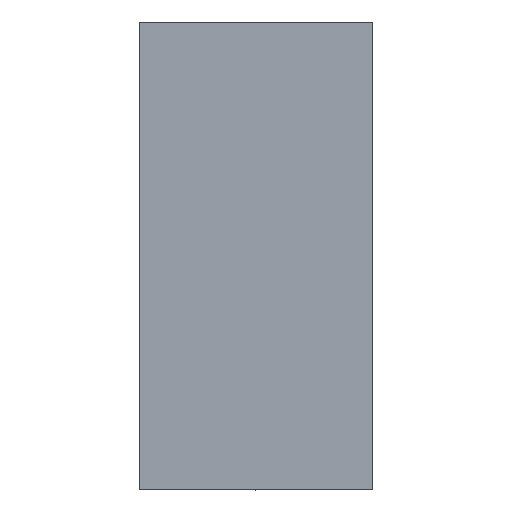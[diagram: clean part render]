
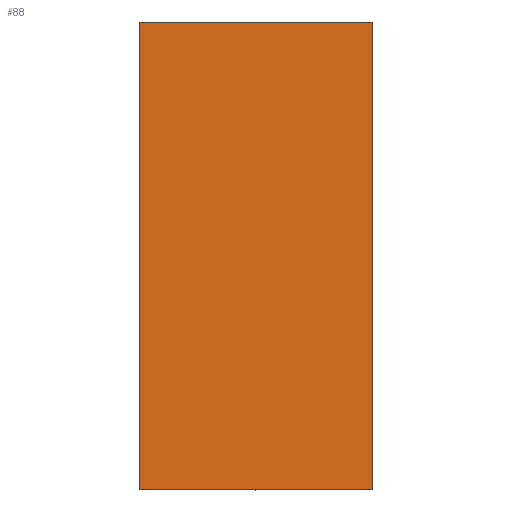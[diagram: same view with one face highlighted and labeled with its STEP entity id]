
A CAD part, top view. The second image highlights one B-rep face of the part: STEP entity #88.
In plain terms, the highlighted planar face has unit normal (0, 0, 1).
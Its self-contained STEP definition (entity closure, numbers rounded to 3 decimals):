
#38 = ORIENTED_EDGE ( 'NONE', *, *, #431, .F. ) ;
#46 = LINE ( 'NONE', #421, #180 ) ;
#57 = CARTESIAN_POINT ( 'NONE',  ( 20., 0., 0. ) ) ;
#65 = CARTESIAN_POINT ( 'NONE',  ( 20., 40., 0. ) ) ;
#77 = CARTESIAN_POINT ( 'NONE',  ( 0., 40., 0. ) ) ;
#88 = ADVANCED_FACE ( 'NONE', ( #320 ), #96, .F. ) ;
#96 = PLANE ( 'NONE',  #782 ) ;
#102 = EDGE_LOOP ( 'NONE', ( #297, #815, #38, #700 ) ) ;
#134 = VERTEX_POINT ( 'NONE', #658 ) ;
#148 = DIRECTION ( 'NONE',  ( 1., 0., 0. ) ) ;
#180 = VECTOR ( 'NONE', #343, 1000. ) ;
#236 = VERTEX_POINT ( 'NONE', #308 ) ;
#266 = LINE ( 'NONE', #900, #408 ) ;
#297 = ORIENTED_EDGE ( 'NONE', *, *, #415, .T. ) ;
#308 = CARTESIAN_POINT ( 'NONE',  ( 0., 0., 0. ) ) ;
#320 = FACE_OUTER_BOUND ( 'NONE', #102, .T. ) ;
#343 = DIRECTION ( 'NONE',  ( 0., -1., 0. ) ) ;
#352 = EDGE_CURVE ( 'NONE', #670, #851, #46, .T. ) ;
#408 = VECTOR ( 'NONE', #474, 1000. ) ;
#415 = EDGE_CURVE ( 'NONE', #236, #851, #694, .T. ) ;
#421 = CARTESIAN_POINT ( 'NONE',  ( 20., 40., 0. ) ) ;
#431 = EDGE_CURVE ( 'NONE', #134, #670, #919, .T. ) ;
#459 = DIRECTION ( 'NONE',  ( -1., 0., 0. ) ) ;
#474 = DIRECTION ( 'NONE',  ( 0., -1., 0. ) ) ;
#534 = CARTESIAN_POINT ( 'NONE',  ( 0., 40., 0. ) ) ;
#556 = CARTESIAN_POINT ( 'NONE',  ( 0., 0., 0. ) ) ;
#632 = DIRECTION ( 'NONE',  ( 1., 0., 0. ) ) ;
#658 = CARTESIAN_POINT ( 'NONE',  ( 0., 40., 0. ) ) ;
#670 = VERTEX_POINT ( 'NONE', #65 ) ;
#679 = VECTOR ( 'NONE', #632, 1000. ) ;
#694 = LINE ( 'NONE', #556, #679 ) ;
#700 = ORIENTED_EDGE ( 'NONE', *, *, #912, .T. ) ;
#782 = AXIS2_PLACEMENT_3D ( 'NONE', #534, #818, #459 ) ;
#815 = ORIENTED_EDGE ( 'NONE', *, *, #352, .F. ) ;
#818 = DIRECTION ( 'NONE',  ( 0., 0., -1. ) ) ;
#826 = VECTOR ( 'NONE', #148, 1000. ) ;
#851 = VERTEX_POINT ( 'NONE', #57 ) ;
#900 = CARTESIAN_POINT ( 'NONE',  ( 0., 40., 0. ) ) ;
#912 = EDGE_CURVE ( 'NONE', #134, #236, #266, .T. ) ;
#919 = LINE ( 'NONE', #77, #826 ) ;
